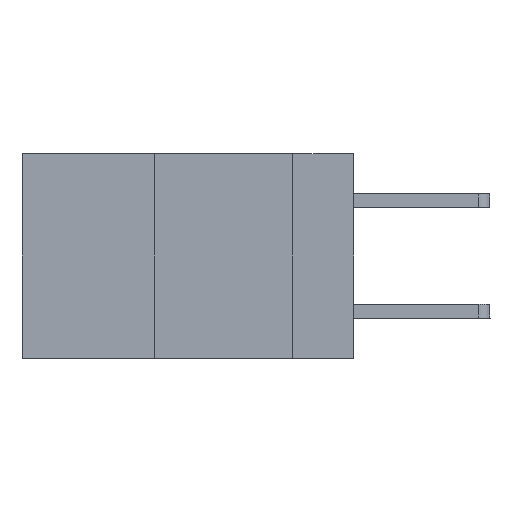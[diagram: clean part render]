
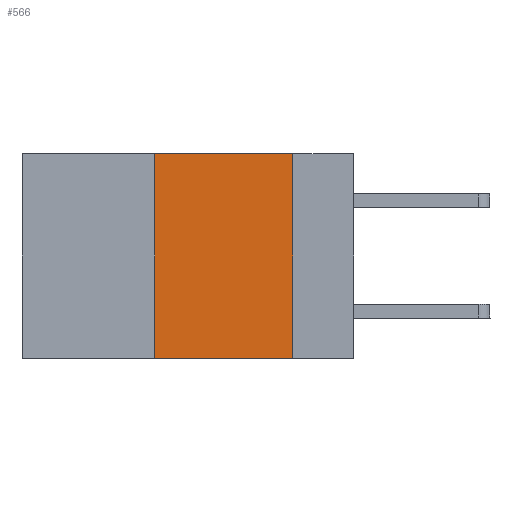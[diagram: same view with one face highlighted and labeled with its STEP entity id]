
A CAD part, left-side view. The second image highlights one B-rep face of the part: STEP entity #566.
In plain terms, the highlighted planar face has unit normal (-1, 0, 0).
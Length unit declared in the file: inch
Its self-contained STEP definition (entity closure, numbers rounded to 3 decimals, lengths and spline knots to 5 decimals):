
#566 = ADVANCED_FACE ( 'NONE', ( #10751 ), #6379, .F. ) ;
#844 = EDGE_CURVE ( 'NONE', #11651, #4390, #13352, .T. ) ;
#1132 = LINE ( 'NONE', #4219, #7888 ) ;
#1169 = CARTESIAN_POINT ( 'NONE',  ( 0., 0.36, 0. ) ) ;
#1856 = DIRECTION ( 'NONE',  ( 0., 0., -1. ) ) ;
#2949 = ORIENTED_EDGE ( 'NONE', *, *, #3914, .T. ) ;
#3110 = ORIENTED_EDGE ( 'NONE', *, *, #4495, .F. ) ;
#3225 = DIRECTION ( 'NONE',  ( 1., 0., 0. ) ) ;
#3395 = VECTOR ( 'NONE', #1856, 39.37008 ) ;
#3712 = VECTOR ( 'NONE', #11495, 39.37008 ) ;
#3821 = VERTEX_POINT ( 'NONE', #11229 ) ;
#3914 = EDGE_CURVE ( 'NONE', #8980, #4390, #4867, .T. ) ;
#4008 = EDGE_CURVE ( 'NONE', #8980, #3821, #4114, .T. ) ;
#4114 = LINE ( 'NONE', #1169, #3712 ) ;
#4219 = CARTESIAN_POINT ( 'NONE',  ( 0., 0.6, 0. ) ) ;
#4328 = DIRECTION ( 'NONE',  ( 0., 0., -1. ) ) ;
#4390 = VERTEX_POINT ( 'NONE', #6405 ) ;
#4495 = EDGE_CURVE ( 'NONE', #3821, #11651, #1132, .T. ) ;
#4803 = CARTESIAN_POINT ( 'NONE',  ( 0., 0.6, -0.37 ) ) ;
#4867 = LINE ( 'NONE', #4803, #7447 ) ;
#6379 = PLANE ( 'NONE',  #12555 ) ;
#6405 = CARTESIAN_POINT ( 'NONE',  ( 0., 0.11, -0.37 ) ) ;
#7447 = VECTOR ( 'NONE', #9170, 39.37008 ) ;
#7888 = VECTOR ( 'NONE', #12550, 39.37008 ) ;
#7938 = ORIENTED_EDGE ( 'NONE', *, *, #844, .F. ) ;
#8870 = CARTESIAN_POINT ( 'NONE',  ( 0., 0.36, -0.37 ) ) ;
#8980 = VERTEX_POINT ( 'NONE', #8870 ) ;
#9170 = DIRECTION ( 'NONE',  ( 0., -1., 0. ) ) ;
#9786 = ORIENTED_EDGE ( 'NONE', *, *, #4008, .F. ) ;
#9968 = CARTESIAN_POINT ( 'NONE',  ( 0., 0.11, 0. ) ) ;
#10751 = FACE_OUTER_BOUND ( 'NONE', #12078, .T. ) ;
#11229 = CARTESIAN_POINT ( 'NONE',  ( 0., 0.36, 0. ) ) ;
#11495 = DIRECTION ( 'NONE',  ( 0., 0., 1. ) ) ;
#11651 = VERTEX_POINT ( 'NONE', #9968 ) ;
#12078 = EDGE_LOOP ( 'NONE', ( #7938, #3110, #9786, #2949 ) ) ;
#12245 = CARTESIAN_POINT ( 'NONE',  ( 0., 0.11, 0. ) ) ;
#12550 = DIRECTION ( 'NONE',  ( 0., -1., 0. ) ) ;
#12555 = AXIS2_PLACEMENT_3D ( 'NONE', #12592, #3225, #4328 ) ;
#12592 = CARTESIAN_POINT ( 'NONE',  ( 0., 0.6, 0. ) ) ;
#13352 = LINE ( 'NONE', #12245, #3395 ) ;
